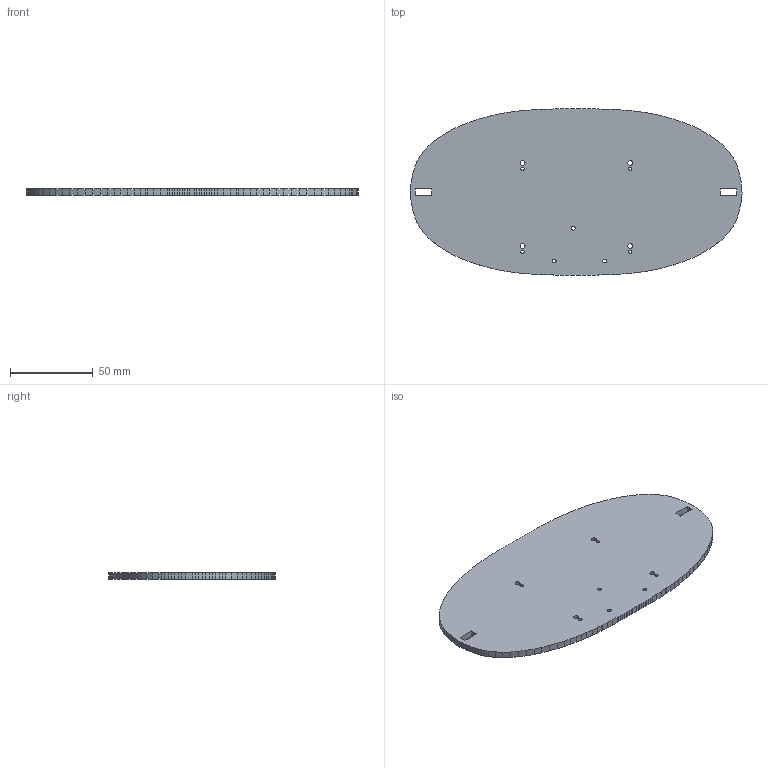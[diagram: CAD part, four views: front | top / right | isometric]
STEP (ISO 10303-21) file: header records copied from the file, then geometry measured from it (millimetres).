
FILE_DESCRIPTION(/* description */ (''),/* implementation_level */ '2;1');
FILE_NAME(/* name */ 'C1_Base.step',/* time_stamp */ '2025-09-23T19:28:11+01:00',/* author */ (''),/* organization */ (''),/* preprocessor_version */ 'ST-DEVELOPER v20.1',/* originating_system */ 'Autodesk Translation Framework v14.17.0.0',/* authorisation */ '');
FILE_SCHEMA (('AUTOMOTIVE_DESIGN { 1 0 10303 214 3 1 1 }'));
Length unit declared in the file: millimetre
Products named in the file (1): C1_Base
Bounding box: 200.12 x 100.23 x 4 mm (x, y, z)
Volume: 66460.5 mm3; surface area: 35791.3 mm2
Topology: 1 solids, 1 shells, 181 faces, 537 edges, 358 vertices
Faces by surface type: plane 170, cylinder 9, bspline 2
Full cylindrical faces by diameter (mm): 2 x2, 2.4 x3, 3 x4
Entity records: 6064 total; most frequent: CARTESIAN_POINT 1111, ORIENTED_EDGE 1074, DIRECTION 919, EDGE_CURVE 537, LINE 515, VECTOR 515, VERTEX_POINT 358, EDGE_LOOP 207
